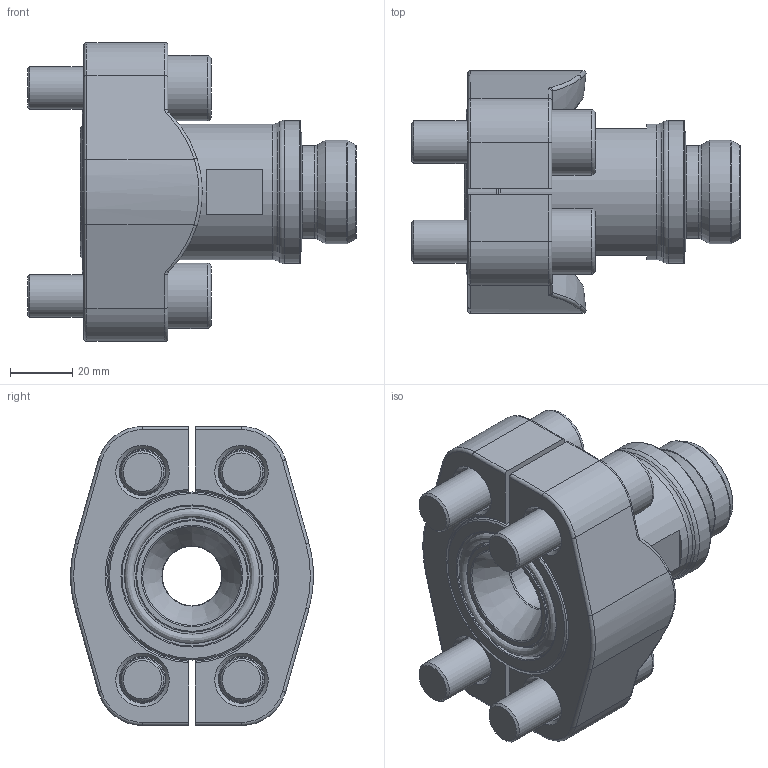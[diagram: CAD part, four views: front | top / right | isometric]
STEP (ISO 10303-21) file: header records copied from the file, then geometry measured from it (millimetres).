
FILE_DESCRIPTION(/* description */ (''),/* implementation_level */ '2;1');
FILE_NAME(/* name */ 'SGA32-6-25.stp',/* time_stamp */ '2025-01-29T10:57:01+01:00',/* author */ (''),/* organization */ (''),/* preprocessor_version */ 'ST-DEVELOPER v16',/* originating_system */ 'SIEMENS PLM Software NX 10.0',/* authorisation */ '');
FILE_SCHEMA (('CONFIG_CONTROL_DESIGN'));
Length unit declared in the file: millimetre
Products named in the file (7): X-AFH32-6_einzel; X-O37; X-M14x45I; X-O34; X-SGA63225; X-AFH32-6; SGA032-625
Assembly tree (10 placements, depth 3):
  SGA032-625
    X-SGA63225
    X-O34
    X-M14x45I  x4
    X-O37
    X-AFH32-6
      X-AFH32-6_einzel  x2
Bounding box: 105.5 x 78 x 96 mm (x, y, z)
Volume: 357096.3 mm3; surface area: 95838.4 mm2
Topology: 9 solids, 9 shells, 264 faces, 563 edges, 325 vertices
Faces by surface type: plane 92, cone 60, cylinder 48, torus 48, bspline 12, revolution 2, sphere 2
Full cylindrical faces by diameter (mm): 13.682 x4, 15 x4, 19 x1, 21 x4, 29.8 x1, 33.25 x1, 33.755 x1, 36.11 x1, 40.045 x1, 43.5 x1, 45 x1, 45.955 x1, 54 x1
Entity records: 4211 total; most frequent: CARTESIAN_POINT 828, DIRECTION 576, ORIENTED_EDGE 422, AXIS2_PLACEMENT_3D 257, EDGE_CURVE 211, EDGE_LOOP 186, VERTEX_POINT 150, ADVANCED_FACE 127
